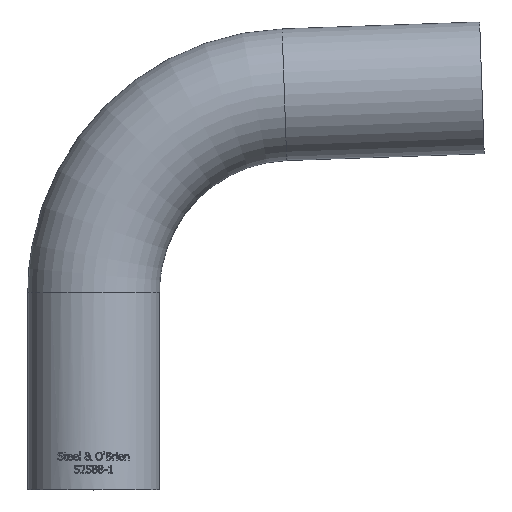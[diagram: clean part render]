
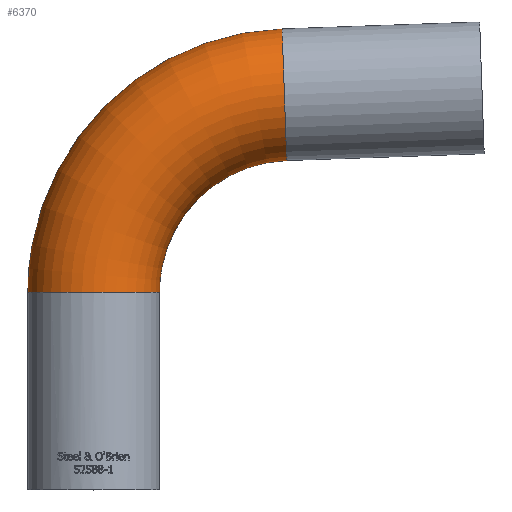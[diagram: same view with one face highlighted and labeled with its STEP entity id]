
A CAD part, top view. The second image highlights one B-rep face of the part: STEP entity #6370.
In plain terms, the highlighted toroidal (fillet/blend) face has major radius 38.1 mm and minor radius 12.7 mm.
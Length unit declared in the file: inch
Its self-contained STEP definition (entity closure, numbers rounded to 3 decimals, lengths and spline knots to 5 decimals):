
#14=TOROIDAL_SURFACE('',#6650,1.5,0.5);
#65=FACE_BOUND('',#1125,.T.);
#735=FACE_OUTER_BOUND('',#1124,.T.);
#1124=EDGE_LOOP('',(#5953));
#1125=EDGE_LOOP('',(#5954));
#1640=CIRCLE('',#6629,0.5);
#1646=CIRCLE('',#6651,0.5);
#3112=VERTEX_POINT('',#14890);
#3118=VERTEX_POINT('',#14918);
#4059=EDGE_CURVE('',#3112,#3112,#1640,.T.);
#4065=EDGE_CURVE('',#3118,#3118,#1646,.T.);
#5953=ORIENTED_EDGE('',*,*,#4059,.T.);
#5954=ORIENTED_EDGE('',*,*,#4065,.F.);
#6370=ADVANCED_FACE('',(#735,#65),#14,.T.);
#6629=AXIS2_PLACEMENT_3D('',#14891,#7581,#7582);
#6650=AXIS2_PLACEMENT_3D('',#14917,#7623,#7624);
#6651=AXIS2_PLACEMENT_3D('',#14919,#7625,#7626);
#7581=DIRECTION('center_axis',(0.,1.,0.));
#7582=DIRECTION('ref_axis',(1.,0.,0.));
#7623=DIRECTION('center_axis',(0.,0.,1.));
#7624=DIRECTION('ref_axis',(1.,0.,0.));
#7625=DIRECTION('center_axis',(0.999,0.035,0.));
#7626=DIRECTION('ref_axis',(0.035,-0.999,0.));
#14890=CARTESIAN_POINT('',(-2.,0.,0.));
#14891=CARTESIAN_POINT('Origin',(-1.5,0.,0.));
#14917=CARTESIAN_POINT('Origin',(0.,0.,0.));
#14918=CARTESIAN_POINT('',(-0.0698,1.99878,0.));
#14919=CARTESIAN_POINT('Origin',(-0.05235,1.49909,0.));
